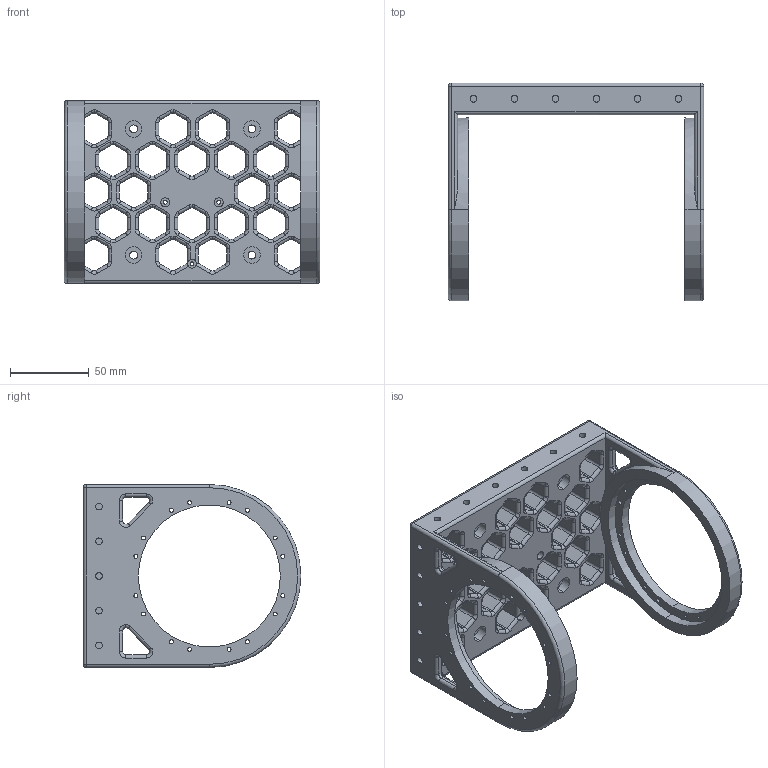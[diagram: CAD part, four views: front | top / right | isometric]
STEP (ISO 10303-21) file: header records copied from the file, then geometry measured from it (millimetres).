
FILE_DESCRIPTION (( 'STEP AP214' ), '1' );
FILE_NAME ('crotch.step', '2024-09-12T07:55:58', ( '' ), ( '' ), 'SwSTEP 2.0', 'SolidWorks 2021', '' );
FILE_SCHEMA (( 'AUTOMOTIVE_DESIGN' ));
Length unit declared in the file: millimetre
Products named in the file (1): crotch
Bounding box: 162 x 138 x 116 mm (x, y, z)
Volume: 338974.8 mm3; surface area: 102430.8 mm2
Topology: 1 solids, 1 shells, 1139 faces, 2733 edges, 1620 vertices
Faces by surface type: cylinder 616, torus 334, plane 185, sphere 4
Entity records: 33527 total; most frequent: DIRECTION 6635, CARTESIAN_POINT 5594, ORIENTED_EDGE 5458, AXIS2_PLACEMENT_3D 2783, EDGE_CURVE 2729, CIRCLE 1643, VERTEX_POINT 1620, EDGE_LOOP 1301
